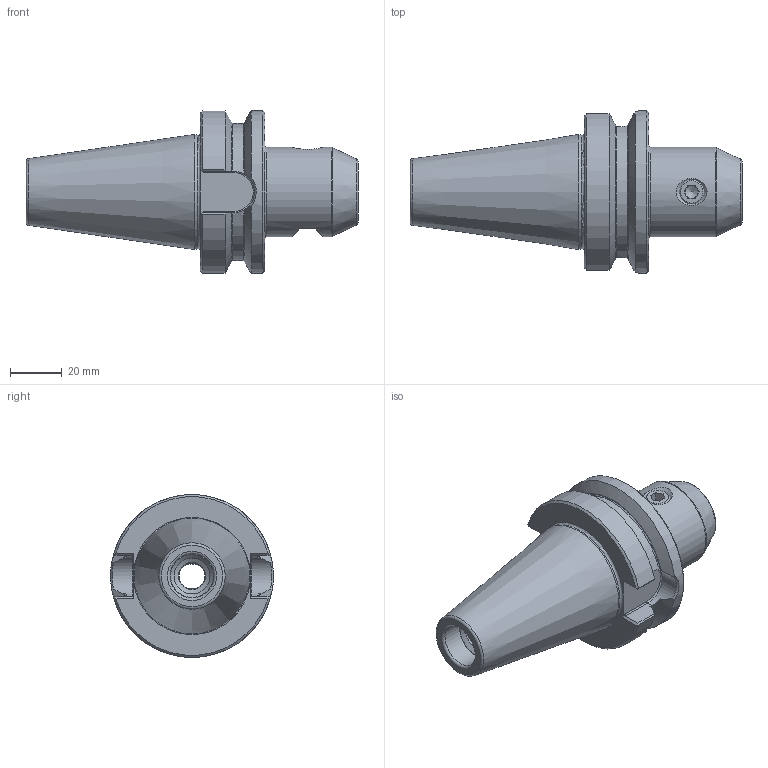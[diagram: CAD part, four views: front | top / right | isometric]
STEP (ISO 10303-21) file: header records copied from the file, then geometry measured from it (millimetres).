
FILE_DESCRIPTION( ( 'Unknown' ), '1' );
FILE_NAME( '214031030-D.stp', 'Unknown', ( 'Unknown' ), ( 'Unknown' ), 'PSStep 15.0.49', 'Unknown', ' ' );
FILE_SCHEMA( ( 'AUTOMOTIVE_DESIGN { 1 0 10303 214 1 1 1 1 }' ) );
Length unit declared in the file: millimetre
Products named in the file (2): 1; 2
Bounding box: 128.4 x 63 x 63 mm (x, y, z)
Volume: 148362.9 mm3; surface area: 27651.8 mm2
Topology: 2 solids, 2 shells, 104 faces, 262 edges, 163 vertices
Faces by surface type: plane 53, cylinder 19, cone 17, torus 13, bspline 2
Full cylindrical faces by diameter (mm): 8.376 x1, 10 x2, 10.5 x1, 13.835 x2, 17 x1, 34.5 x1, 63 x1
Entity records: 4123 total; most frequent: CARTESIAN_POINT 984, DIRECTION 466, ORIENTED_EDGE 446, EDGE_CURVE 223, AXIS2_PLACEMENT_3D 187, VERTEX_POINT 154, EDGE_LOOP 138, FACE_OUTER_BOUND 120
